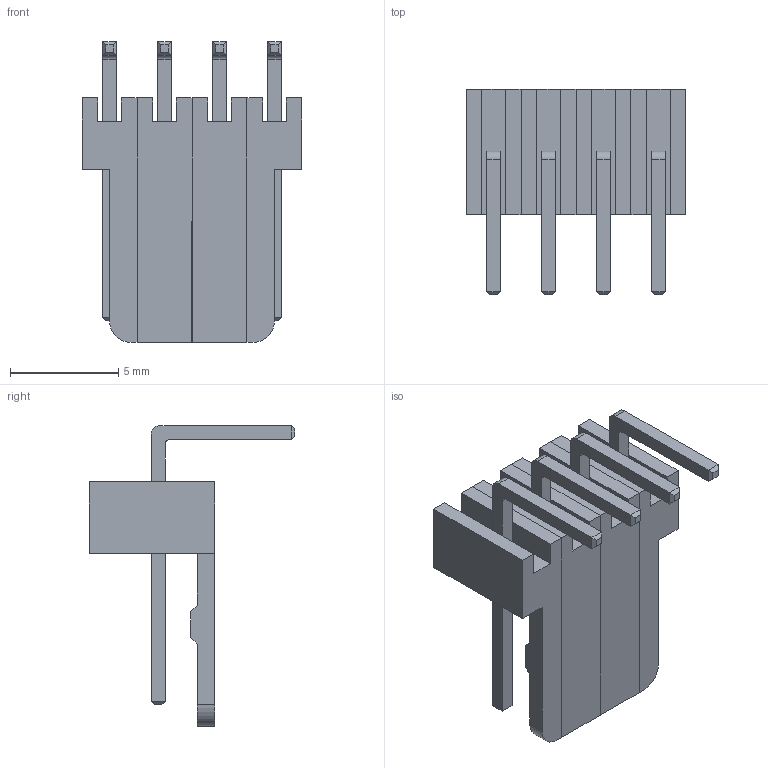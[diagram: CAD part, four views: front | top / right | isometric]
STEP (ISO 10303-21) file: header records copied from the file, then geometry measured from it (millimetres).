
FILE_DESCRIPTION (( 'STEP AP214' ), '1' );
FILE_NAME ('Molex_90Grad_4er.STEP', '2017-11-17T09:34:07', ( '' ), ( '' ), 'SwSTEP 2.0', 'SolidWorks 2016', '' );
FILE_SCHEMA (( 'AUTOMOTIVE_DESIGN' ));
Length unit declared in the file: millimetre
Products named in the file (4): Molex_Stecker_90Grad_rechts; Molex_Stecker_90Grad_mitte; Molex_90Grad_4er; Molex_Stecker_90Grad_links
Assembly tree (4 placements, depth 2):
  Molex_90Grad_4er
    Molex_Stecker_90Grad_rechts
    Molex_Stecker_90Grad_links
    Molex_Stecker_90Grad_mitte  x2
Bounding box: 10.16 x 9.52 x 13.9 mm (x, y, z)
Volume: 245.3 mm3; surface area: 724.5 mm2
Topology: 4 solids, 4 shells, 156 faces, 388 edges, 248 vertices
Faces by surface type: plane 146, cylinder 10
Entity records: 4739 total; most frequent: CARTESIAN_POINT 607, ORIENTED_EDGE 588, DIRECTION 560, EDGE_CURVE 294, LINE 278, VECTOR 278, VERTEX_POINT 188, AXIS2_PLACEMENT_3D 141
